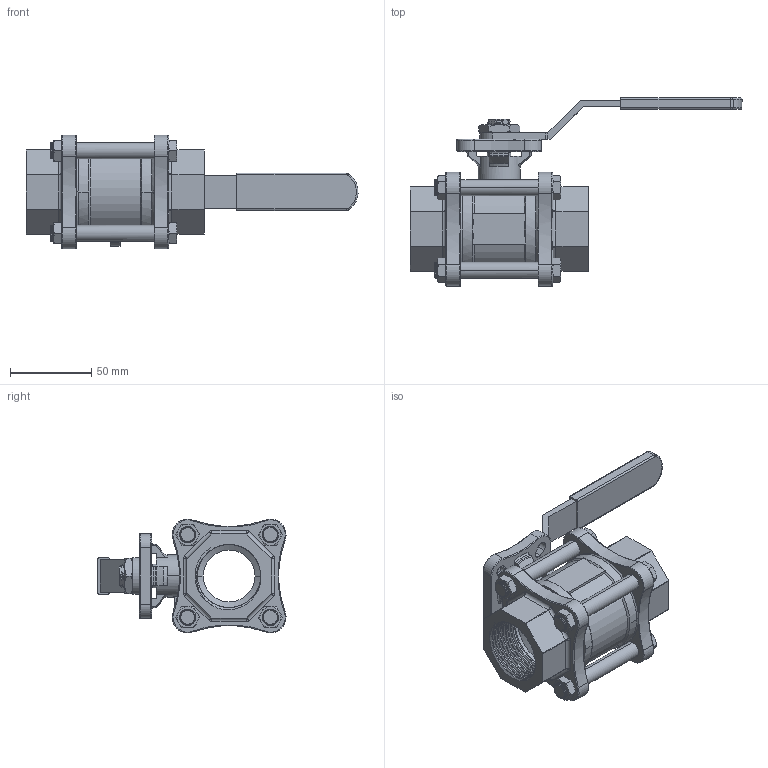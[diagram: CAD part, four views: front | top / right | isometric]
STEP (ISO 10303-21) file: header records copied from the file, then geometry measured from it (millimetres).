
FILE_DESCRIPTION((''),'2;1');
FILE_NAME('2013D-M3-032_ASM','2014-12-22T',('Administrator'),(''),'PRO/ENGINEER BY PARAMETRIC TECHNOLOGY CORPORATION, 2011080','PRO/ENGINEER BY PARAMETRIC TECHNOLOGY CORPORATION, 2011080','');
FILE_SCHEMA(('CONFIG_CONTROL_DESIGN'));
Products named in the file (11): 2013D-M3-032A-BODY; 2013D-M3-BALL-032; 2013D-M3-SETM-032; 2013D-M3-BASHOUPIAN-032; 2013D-M3-HANDLE-032; 2013D-M3-HANDLENUT-032; 025JIAOTAO; 2013D-M3-032B-CPA1; 032LUOGAN; 032LUOMU; 2013D-M3-032_ASM
Assembly tree (17 placements, depth 2):
  2013D-M3-032_ASM
    2013D-M3-032A-BODY
    2013D-M3-BALL-032
    2013D-M3-SETM-032
    2013D-M3-BASHOUPIAN-032
    2013D-M3-HANDLE-032
    2013D-M3-HANDLENUT-032
    025JIAOTAO
    2013D-M3-032B-CPA1  x2
    032LUOGAN  x4
    032LUOMU  x4
Bounding box: 204.35 x 115.75 x 70.1 mm (x, y, z)
Volume: 245664.1 mm3; surface area: 108164.7 mm2
Topology: 17 solids, 17 shells, 1077 faces, 2803 edges, 1765 vertices
Faces by surface type: cylinder 404, plane 212, bspline 207, cone 138, torus 112, sphere 4
Entity records: 56154 total; most frequent: CARTESIAN_POINT 39928, ORIENTED_EDGE 3684, DIRECTION 2870, EDGE_CURVE 1842, VERTEX_POINT 1171, AXIS2_PLACEMENT_3D 1138, EDGE_LOOP 737, FACE_OUTER_BOUND 694
